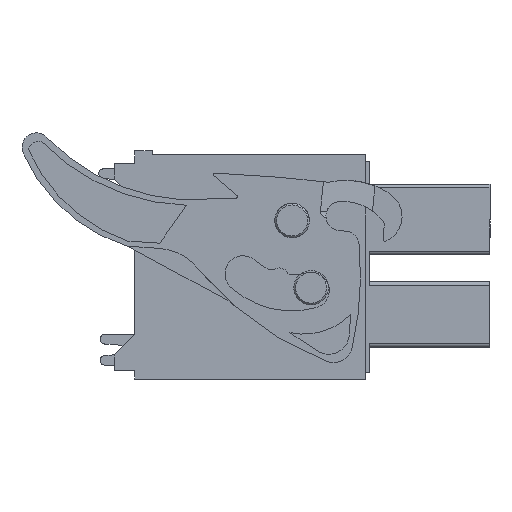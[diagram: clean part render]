
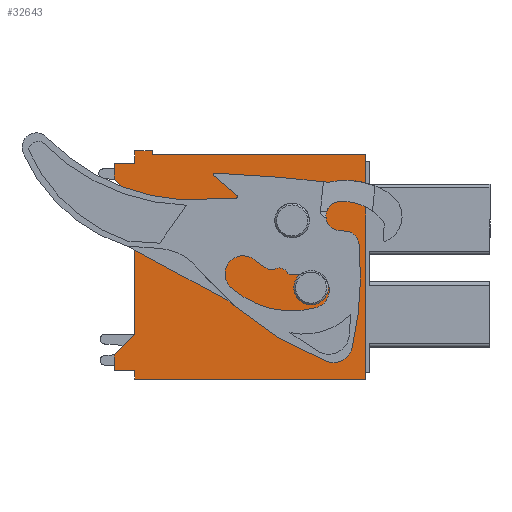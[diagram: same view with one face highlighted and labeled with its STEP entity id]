
A CAD part, left-side view. The second image highlights one B-rep face of the part: STEP entity #32643.
In plain terms, the highlighted planar face has unit normal (-1, 0, 0).
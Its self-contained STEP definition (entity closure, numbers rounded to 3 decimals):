
#704=CIRCLE('',#34268,1.);
#705=CIRCLE('',#34269,1.);
#3526=ORIENTED_EDGE('',*,*,#11029,.T.);
#3527=ORIENTED_EDGE('',*,*,#11030,.T.);
#3528=ORIENTED_EDGE('',*,*,#9801,.F.);
#3529=ORIENTED_EDGE('',*,*,#11031,.T.);
#3530=ORIENTED_EDGE('',*,*,#11032,.F.);
#3531=ORIENTED_EDGE('',*,*,#11033,.T.);
#3532=ORIENTED_EDGE('',*,*,#9828,.F.);
#3533=ORIENTED_EDGE('',*,*,#10021,.T.);
#3534=ORIENTED_EDGE('',*,*,#11020,.T.);
#3535=ORIENTED_EDGE('',*,*,#9632,.F.);
#3536=ORIENTED_EDGE('',*,*,#11034,.T.);
#3537=ORIENTED_EDGE('',*,*,#11035,.T.);
#3538=ORIENTED_EDGE('',*,*,#9888,.F.);
#3539=ORIENTED_EDGE('',*,*,#11036,.F.);
#3540=ORIENTED_EDGE('',*,*,#11037,.T.);
#3541=ORIENTED_EDGE('',*,*,#11038,.T.);
#9632=EDGE_CURVE('',#13845,#13847,#16644,.T.);
#9801=EDGE_CURVE('',#14007,#14008,#16771,.T.);
#9828=EDGE_CURVE('',#14034,#14035,#16798,.T.);
#9888=EDGE_CURVE('',#14094,#14095,#16858,.T.);
#10021=EDGE_CURVE('',#14034,#14199,#16991,.T.);
#11020=EDGE_CURVE('',#14199,#13847,#17869,.T.);
#11029=EDGE_CURVE('',#14806,#14806,#704,.T.);
#11030=EDGE_CURVE('',#14807,#14807,#705,.T.);
#11031=EDGE_CURVE('',#14007,#14808,#17878,.T.);
#11032=EDGE_CURVE('',#14809,#14808,#17879,.T.);
#11033=EDGE_CURVE('',#14809,#14035,#17880,.T.);
#11034=EDGE_CURVE('',#13845,#14810,#17881,.T.);
#11035=EDGE_CURVE('',#14810,#14095,#17882,.T.);
#11036=EDGE_CURVE('',#14811,#14094,#17883,.T.);
#11037=EDGE_CURVE('',#14811,#14812,#17884,.T.);
#11038=EDGE_CURVE('',#14812,#14008,#17885,.T.);
#13845=VERTEX_POINT('',#43727);
#13847=VERTEX_POINT('',#43730);
#14007=VERTEX_POINT('',#44085);
#14008=VERTEX_POINT('',#44087);
#14034=VERTEX_POINT('',#44140);
#14035=VERTEX_POINT('',#44142);
#14094=VERTEX_POINT('',#44261);
#14095=VERTEX_POINT('',#44263);
#14199=VERTEX_POINT('',#44529);
#14806=VERTEX_POINT('',#47431);
#14807=VERTEX_POINT('',#47433);
#14808=VERTEX_POINT('',#47435);
#14809=VERTEX_POINT('',#47437);
#14810=VERTEX_POINT('',#47440);
#14811=VERTEX_POINT('',#47443);
#14812=VERTEX_POINT('',#47445);
#16644=LINE('',#43729,#20220);
#16771=LINE('',#44086,#20347);
#16798=LINE('',#44141,#20374);
#16858=LINE('',#44262,#20434);
#16991=LINE('',#44530,#20567);
#17869=LINE('',#47414,#21445);
#17878=LINE('',#47434,#21454);
#17879=LINE('',#47436,#21455);
#17880=LINE('',#47438,#21456);
#17881=LINE('',#47439,#21457);
#17882=LINE('',#47441,#21458);
#17883=LINE('',#47442,#21459);
#17884=LINE('',#47444,#21460);
#17885=LINE('',#47446,#21461);
#20220=VECTOR('',#35927,1000.);
#20347=VECTOR('',#36192,1000.);
#20374=VECTOR('',#36221,1000.);
#20434=VECTOR('',#36283,1000.);
#20567=VECTOR('',#36476,1000.);
#21445=VECTOR('',#38094,1000.);
#21454=VECTOR('',#38111,1000.);
#21455=VECTOR('',#38112,1000.);
#21456=VECTOR('',#38113,1000.);
#21457=VECTOR('',#38114,1000.);
#21458=VECTOR('',#38115,1000.);
#21459=VECTOR('',#38116,1000.);
#21460=VECTOR('',#38117,1000.);
#21461=VECTOR('',#38118,1000.);
#24237=EDGE_LOOP('',(#3526));
#24238=EDGE_LOOP('',(#3527));
#24239=EDGE_LOOP('',(#3528,#3529,#3530,#3531,#3532,#3533,#3534,#3535,#3536,
#3537,#3538,#3539,#3540,#3541));
#25955=FACE_BOUND('',#24237,.T.);
#25956=FACE_BOUND('',#24238,.T.);
#25957=FACE_BOUND('',#24239,.T.);
#27471=PLANE('',#34267);
#32643=ADVANCED_FACE('',(#25955,#25956,#25957),#27471,.F.);
#34267=AXIS2_PLACEMENT_3D('',#47429,#38105,#38106);
#34268=AXIS2_PLACEMENT_3D('',#47430,#38107,#38108);
#34269=AXIS2_PLACEMENT_3D('',#47432,#38109,#38110);
#35927=DIRECTION('',(0.,-1.,0.));
#36192=DIRECTION('',(0.,0.,1.));
#36221=DIRECTION('',(0.,0.,1.));
#36283=DIRECTION('',(0.,0.,1.));
#36476=DIRECTION('',(0.,-1.,0.));
#38094=DIRECTION('',(0.,0.,1.));
#38105=DIRECTION('',(1.,0.,0.));
#38106=DIRECTION('',(0.,0.,-1.));
#38107=DIRECTION('',(1.,0.,0.));
#38108=DIRECTION('',(0.,0.,-1.));
#38109=DIRECTION('',(1.,0.,0.));
#38110=DIRECTION('',(0.,0.,-1.));
#38111=DIRECTION('',(0.,0.707,-0.707));
#38112=DIRECTION('',(0.,0.,1.));
#38113=DIRECTION('',(0.,-1.,0.));
#38114=DIRECTION('',(0.,0.,1.));
#38115=DIRECTION('',(0.,1.,0.));
#38116=DIRECTION('',(0.,-1.,0.));
#38117=DIRECTION('',(0.,0.,-1.));
#38118=DIRECTION('',(0.,-0.707,-0.707));
#43727=CARTESIAN_POINT('',(-14.4,12.4,6.5));
#43729=CARTESIAN_POINT('',(-14.4,13.4,6.5));
#43730=CARTESIAN_POINT('',(-14.4,0.,6.5));
#44085=CARTESIAN_POINT('',(-14.4,13.4,-3.9));
#44086=CARTESIAN_POINT('',(-14.4,13.4,-6.5));
#44087=CARTESIAN_POINT('',(-14.4,13.4,3.9));
#44140=CARTESIAN_POINT('',(-14.4,13.4,-6.5));
#44141=CARTESIAN_POINT('',(-14.4,13.4,-6.5));
#44142=CARTESIAN_POINT('',(-14.4,13.4,-6.));
#44261=CARTESIAN_POINT('',(-14.4,13.4,6.));
#44262=CARTESIAN_POINT('',(-14.4,13.4,-6.5));
#44263=CARTESIAN_POINT('',(-14.4,13.4,6.75));
#44529=CARTESIAN_POINT('',(-14.4,0.,-6.5));
#44530=CARTESIAN_POINT('',(-14.4,13.4,-6.5));
#47414=CARTESIAN_POINT('',(-14.4,0.,-6.5));
#47429=CARTESIAN_POINT('',(-14.4,13.4,-6.5));
#47430=CARTESIAN_POINT('',(-14.4,4.28,2.7));
#47431=CARTESIAN_POINT('',(-14.4,4.28,1.7));
#47432=CARTESIAN_POINT('',(-14.4,3.18,-1.2));
#47433=CARTESIAN_POINT('',(-14.4,3.18,-2.2));
#47434=CARTESIAN_POINT('',(-14.4,14.6,-5.1));
#47435=CARTESIAN_POINT('',(-14.4,14.6,-5.1));
#47436=CARTESIAN_POINT('',(-14.4,14.6,-6.));
#47437=CARTESIAN_POINT('',(-14.4,14.6,-6.));
#47438=CARTESIAN_POINT('',(-14.4,14.6,-6.));
#47439=CARTESIAN_POINT('',(-14.4,12.4,6.5));
#47440=CARTESIAN_POINT('',(-14.4,12.4,6.75));
#47441=CARTESIAN_POINT('',(-14.4,12.4,6.75));
#47442=CARTESIAN_POINT('',(-14.4,14.6,6.));
#47443=CARTESIAN_POINT('',(-14.4,14.6,6.));
#47444=CARTESIAN_POINT('',(-14.4,14.6,6.));
#47445=CARTESIAN_POINT('',(-14.4,14.6,5.1));
#47446=CARTESIAN_POINT('',(-14.4,13.4,3.9));
